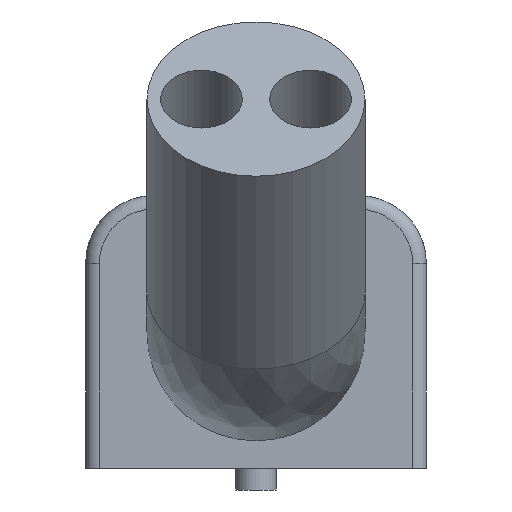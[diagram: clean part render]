
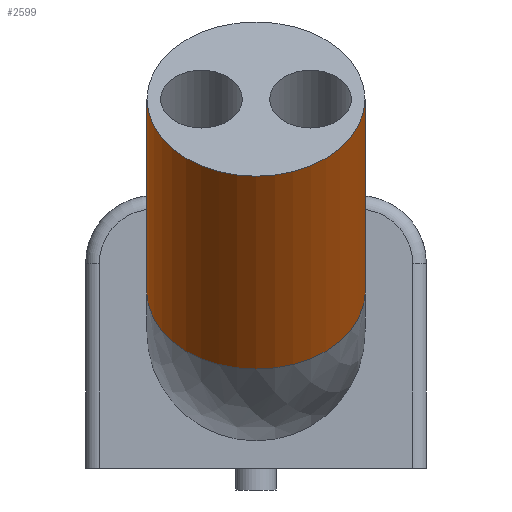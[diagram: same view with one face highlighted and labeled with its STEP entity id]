
A CAD part, front view. The second image highlights one B-rep face of the part: STEP entity #2599.
In plain terms, the highlighted cylindrical face has radius 8 mm (diameter 16 mm), a full revolution.
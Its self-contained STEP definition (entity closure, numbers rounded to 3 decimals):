
#2187 = SURFACE_OF_REVOLUTION('',#2188,#2193);
#2188 = CIRCLE('',#2189,8.);
#2189 = AXIS2_PLACEMENT_3D('',#2190,#2191,#2192);
#2190 = CARTESIAN_POINT('',(0.,-22.5,10.));
#2191 = DIRECTION('',(0.,-1.,0.));
#2192 = DIRECTION('',(1.,0.,0.));
#2193 = AXIS1_PLACEMENT('',#2194,#2195);
#2194 = CARTESIAN_POINT('',(0.,-22.5,20.));
#2195 = DIRECTION('',(-1.,0.,0.));
#2435 = VERTEX_POINT('',#2436);
#2436 = CARTESIAN_POINT('',(8.,-29.571,12.929));
#2458 = EDGE_CURVE('',#2435,#2435,#2459,.T.);
#2459 = SURFACE_CURVE('',#2460,(#2465,#2472),.PCURVE_S1.);
#2460 = CIRCLE('',#2461,8.);
#2461 = AXIS2_PLACEMENT_3D('',#2462,#2463,#2464);
#2462 = CARTESIAN_POINT('',(0.,-29.571,12.929));
#2463 = DIRECTION('',(0.,-0.707,0.707));
#2464 = DIRECTION('',(1.,0.,0.));
#2465 = PCURVE('',#2187,#2466);
#2466 = DEFINITIONAL_REPRESENTATION('',(#2467),#2471);
#2467 = LINE('',#2468,#2469);
#2468 = CARTESIAN_POINT('',(0.785,0.));
#2469 = VECTOR('',#2470,1.);
#2470 = DIRECTION('',(0.,1.));
#2471 = ( GEOMETRIC_REPRESENTATION_CONTEXT(2) 
PARAMETRIC_REPRESENTATION_CONTEXT() REPRESENTATION_CONTEXT('2D SPACE',''
  ) );
#2472 = PCURVE('',#2473,#2478);
#2473 = CYLINDRICAL_SURFACE('',#2474,8.);
#2474 = AXIS2_PLACEMENT_3D('',#2475,#2476,#2477);
#2475 = CARTESIAN_POINT('',(0.,-29.571,12.929));
#2476 = DIRECTION('',(0.,0.707,-0.707));
#2477 = DIRECTION('',(1.,0.,0.));
#2478 = DEFINITIONAL_REPRESENTATION('',(#2479),#2483);
#2479 = LINE('',#2480,#2481);
#2480 = CARTESIAN_POINT('',(-0.,0.));
#2481 = VECTOR('',#2482,1.);
#2482 = DIRECTION('',(-1.,0.));
#2483 = ( GEOMETRIC_REPRESENTATION_CONTEXT(2) 
PARAMETRIC_REPRESENTATION_CONTEXT() REPRESENTATION_CONTEXT('2D SPACE',''
  ) );
#2536 = PLANE('',#2537);
#2537 = AXIS2_PLACEMENT_3D('',#2538,#2539,#2540);
#2538 = CARTESIAN_POINT('',(0.,-43.713,27.071));
#2539 = DIRECTION('',(0.,-0.707,0.707));
#2540 = DIRECTION('',(0.,0.707,0.707)
  );
#2599 = ADVANCED_FACE('',(#2600),#2473,.T.);
#2600 = FACE_BOUND('',#2601,.F.);
#2601 = EDGE_LOOP('',(#2602,#2625,#2647,#2648));
#2602 = ORIENTED_EDGE('',*,*,#2603,.T.);
#2603 = EDGE_CURVE('',#2435,#2604,#2606,.T.);
#2604 = VERTEX_POINT('',#2605);
#2605 = CARTESIAN_POINT('',(8.,-43.713,27.071));
#2606 = SEAM_CURVE('',#2607,(#2611,#2618),.PCURVE_S1.);
#2607 = LINE('',#2608,#2609);
#2608 = CARTESIAN_POINT('',(8.,-29.571,12.929));
#2609 = VECTOR('',#2610,1.);
#2610 = DIRECTION('',(0.,-0.707,0.707));
#2611 = PCURVE('',#2473,#2612);
#2612 = DEFINITIONAL_REPRESENTATION('',(#2613),#2617);
#2613 = LINE('',#2614,#2615);
#2614 = CARTESIAN_POINT('',(-0.,0.));
#2615 = VECTOR('',#2616,1.);
#2616 = DIRECTION('',(-0.,-1.));
#2617 = ( GEOMETRIC_REPRESENTATION_CONTEXT(2) 
PARAMETRIC_REPRESENTATION_CONTEXT() REPRESENTATION_CONTEXT('2D SPACE',''
  ) );
#2618 = PCURVE('',#2473,#2619);
#2619 = DEFINITIONAL_REPRESENTATION('',(#2620),#2624);
#2620 = LINE('',#2621,#2622);
#2621 = CARTESIAN_POINT('',(-6.283,0.));
#2622 = VECTOR('',#2623,1.);
#2623 = DIRECTION('',(-0.,-1.));
#2624 = ( GEOMETRIC_REPRESENTATION_CONTEXT(2) 
PARAMETRIC_REPRESENTATION_CONTEXT() REPRESENTATION_CONTEXT('2D SPACE',''
  ) );
#2625 = ORIENTED_EDGE('',*,*,#2626,.T.);
#2626 = EDGE_CURVE('',#2604,#2604,#2627,.T.);
#2627 = SURFACE_CURVE('',#2628,(#2633,#2640),.PCURVE_S1.);
#2628 = CIRCLE('',#2629,8.);
#2629 = AXIS2_PLACEMENT_3D('',#2630,#2631,#2632);
#2630 = CARTESIAN_POINT('',(0.,-43.713,27.071));
#2631 = DIRECTION('',(0.,-0.707,0.707));
#2632 = DIRECTION('',(1.,0.,0.));
#2633 = PCURVE('',#2473,#2634);
#2634 = DEFINITIONAL_REPRESENTATION('',(#2635),#2639);
#2635 = LINE('',#2636,#2637);
#2636 = CARTESIAN_POINT('',(-0.,-20.));
#2637 = VECTOR('',#2638,1.);
#2638 = DIRECTION('',(-1.,0.));
#2639 = ( GEOMETRIC_REPRESENTATION_CONTEXT(2) 
PARAMETRIC_REPRESENTATION_CONTEXT() REPRESENTATION_CONTEXT('2D SPACE',''
  ) );
#2640 = PCURVE('',#2536,#2641);
#2641 = DEFINITIONAL_REPRESENTATION('',(#2642),#2646);
#2642 = CIRCLE('',#2643,8.);
#2643 = AXIS2_PLACEMENT_2D('',#2644,#2645);
#2644 = CARTESIAN_POINT('',(0.,0.));
#2645 = DIRECTION('',(0.,-1.));
#2646 = ( GEOMETRIC_REPRESENTATION_CONTEXT(2) 
PARAMETRIC_REPRESENTATION_CONTEXT() REPRESENTATION_CONTEXT('2D SPACE',''
  ) );
#2647 = ORIENTED_EDGE('',*,*,#2603,.F.);
#2648 = ORIENTED_EDGE('',*,*,#2458,.F.);
